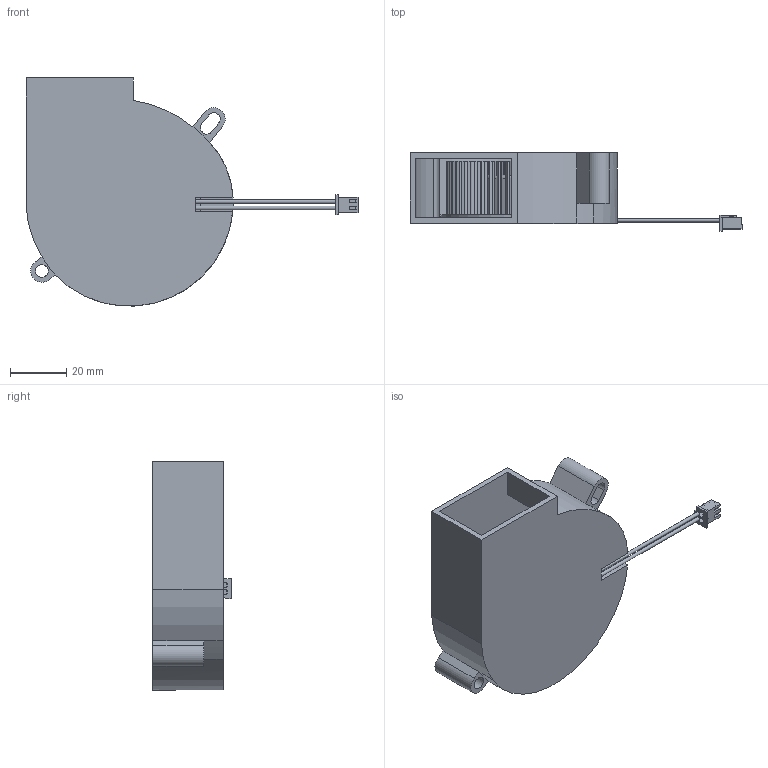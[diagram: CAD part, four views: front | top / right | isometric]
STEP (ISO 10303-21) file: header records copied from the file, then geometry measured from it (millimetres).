
FILE_DESCRIPTION (( 'STEP AP214' ), '1' );
FILE_NAME ('1076-Z1P-A.STEP', '2013-05-15T14:44:48', ( '3DAssist' ), ( '' ), 'SwSTEP 2.0', 'SolidWorks 2013', '' );
FILE_SCHEMA (( 'AUTOMOTIVE_DESIGN' ));
Length unit declared in the file: millimetre
Products named in the file (1): 1076-Z1P-A
Bounding box: 117.81 x 27.81 x 80.95 mm (x, y, z)
Volume: 36970.7 mm3; surface area: 41051.8 mm2
Topology: 5 solids, 5 shells, 389 faces, 977 edges, 648 vertices
Faces by surface type: plane 255, cylinder 133, torus 1
Full cylindrical faces by diameter (mm): 1.3 x2, 4.5 x1, 24.672 x1, 48 x2, 54 x1
Entity records: 14490 total; most frequent: DIRECTION 2015, CARTESIAN_POINT 1999, ORIENTED_EDGE 1930, EDGE_CURVE 965, VECTOR 695, LINE 695, AXIS2_PLACEMENT_3D 660, VERTEX_POINT 644
